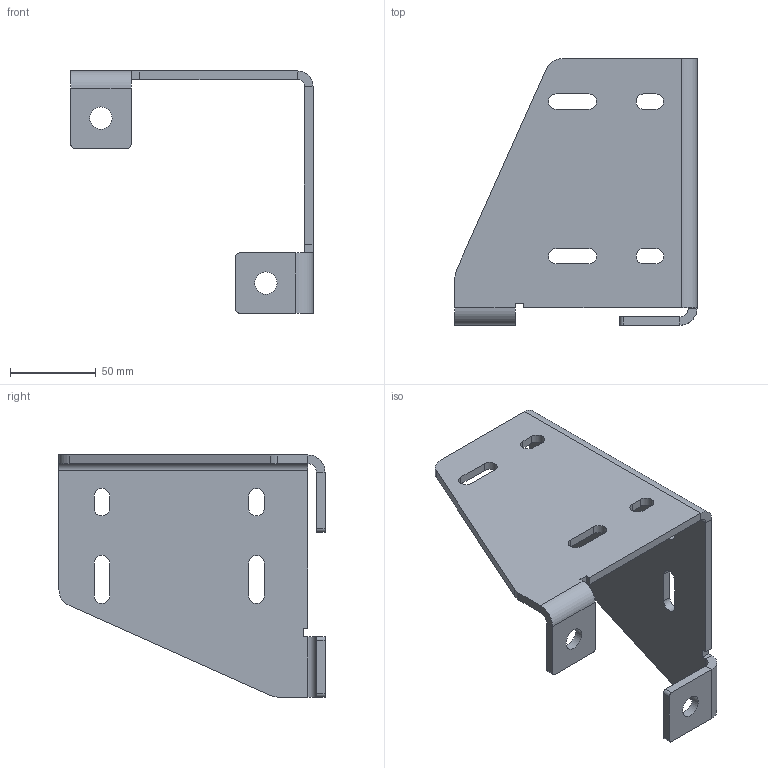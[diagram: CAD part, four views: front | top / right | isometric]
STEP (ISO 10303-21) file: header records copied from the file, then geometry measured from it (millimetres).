
FILE_DESCRIPTION(/* description */ ('KriTec Bodenadapter zweispurig Innen-/ Außenecke für Profil 8 80x80, verzinkt'),/* implementation_level */ '2;1');
FILE_NAME(/* name */ '13822 KriTec Bodenadapter zweispurig Innen- Außenecke für Profil 8 80x80, verzinkt.stp',/* time_stamp */ '2019-06-06T14:09:33+02:00',/* author */ ('Nell'),/* organization */ (''),/* preprocessor_version */ 'ST-DEVELOPER v17',/* originating_system */ 'Autodesk Inventor 2018',/* authorisation */ '');
FILE_SCHEMA (('AUTOMOTIVE_DESIGN { 1 0 10303 214 3 1 1 }'));
Length unit declared in the file: millimetre
Products named in the file (1): 13822
Bounding box: 141 x 155 x 141 mm (x, y, z)
Volume: 171405.4 mm3; surface area: 75846.6 mm2
Topology: 1 solids, 1 shells, 82 faces, 218 edges, 138 vertices
Faces by surface type: plane 50, cylinder 32
Full cylindrical faces by diameter (mm): 13 x2
Entity records: 2611 total; most frequent: DIRECTION 450, CARTESIAN_POINT 439, ORIENTED_EDGE 436, EDGE_CURVE 218, LINE 152, VECTOR 152, AXIS2_PLACEMENT_3D 149, VERTEX_POINT 138
